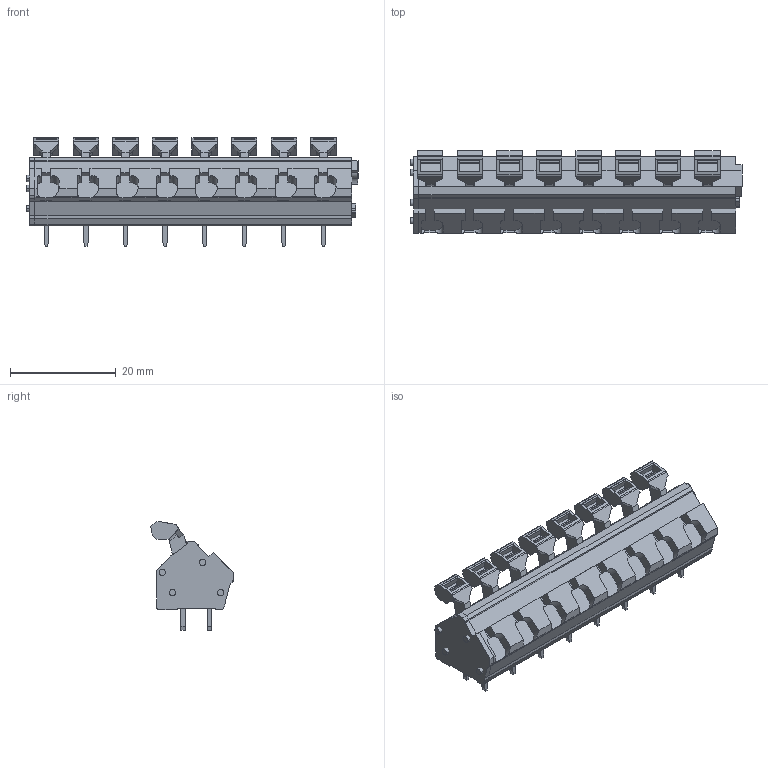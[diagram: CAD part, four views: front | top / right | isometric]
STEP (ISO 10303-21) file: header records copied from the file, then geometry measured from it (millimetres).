
FILE_DESCRIPTION(('CATIA V5 STEP Exchange','CAx-IF Rec.Pracs.--- Model Styling and Organization---1.4--- 2014-01-23'),'2;1');
FILE_NAME ('D1460251_1', '2022-09-14T05:34:40+00:00', ('none'), ('Weidmueller'), 'CATIA Version 5-6 Release 2016 SP3 HF44', 'CATIA V5 STEP AP214', 'none');
FILE_SCHEMA(('AUTOMOTIVE_DESIGN { 1 0 10303 214 1 1 1 1 }'));
Length unit declared in the file: millimetre
Products named in the file (1): 1953070000
Bounding box: 62.9 x 15.6 x 20.64 mm (x, y, z)
Volume: 9004.4 mm3; surface area: 5328.7 mm2
Topology: 26 solids, 26 shells, 804 faces, 2167 edges, 1434 vertices
Faces by surface type: plane 624, cylinder 180
Entity records: 24976 total; most frequent: CARTESIAN_POINT 5018, ORIENTED_EDGE 4334, DIRECTION 3306, EDGE_CURVE 2167, VECTOR 1799, LINE 1799, VERTEX_POINT 1434, AXIS2_PLACEMENT_3D 879
